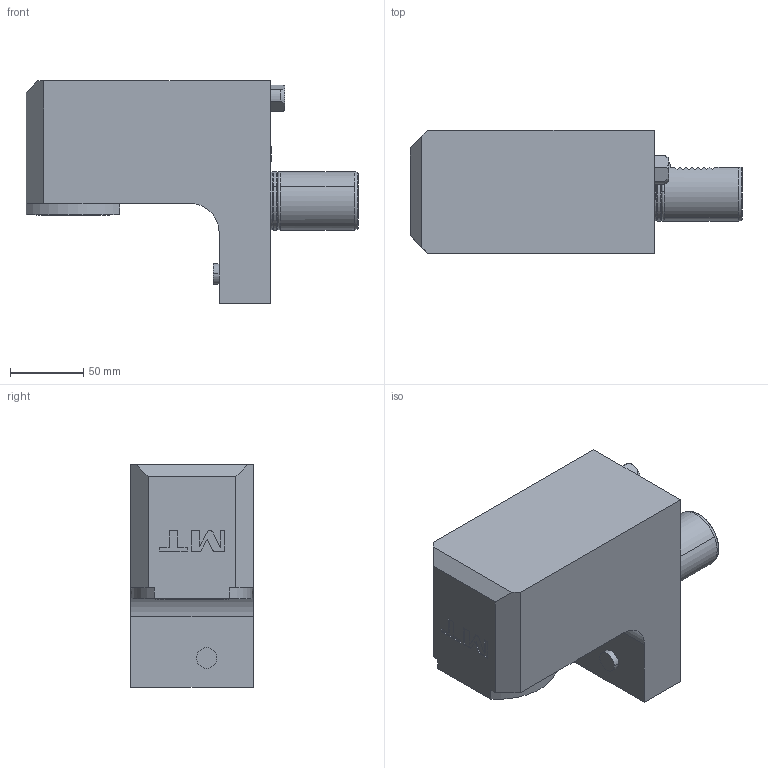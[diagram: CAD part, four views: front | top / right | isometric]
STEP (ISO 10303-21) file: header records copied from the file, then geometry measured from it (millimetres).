
FILE_DESCRIPTION((''),'2;1');
FILE_NAME('MZK1155010_CONF','2023-04-26T09:45:56',('gvalli'),('M.T. srl'),'CREO PARAMETRIC BY PTC INC, 2021072','CREO PARAMETRIC BY PTC INC, 2021072','');
FILE_SCHEMA(('CONFIG_CONTROL_DESIGN'));
Length unit declared in the file: millimetre
Products named in the file (1): MZK1155010_CONF
Bounding box: 226.9 x 84 x 152 mm (x, y, z)
Volume: 1472753.3 mm3; surface area: 95954 mm2
Topology: 1 solids, 1 shells, 122 faces, 324 edges, 214 vertices
Faces by surface type: plane 73, cylinder 33, torus 7, cone 7, extrusion 2
Entity records: 4139 total; most frequent: CARTESIAN_POINT 1102, ORIENTED_EDGE 648, DIRECTION 584, EDGE_CURVE 324, VERTEX_POINT 214, AXIS2_PLACEMENT_3D 197, VECTOR 190, LINE 188
